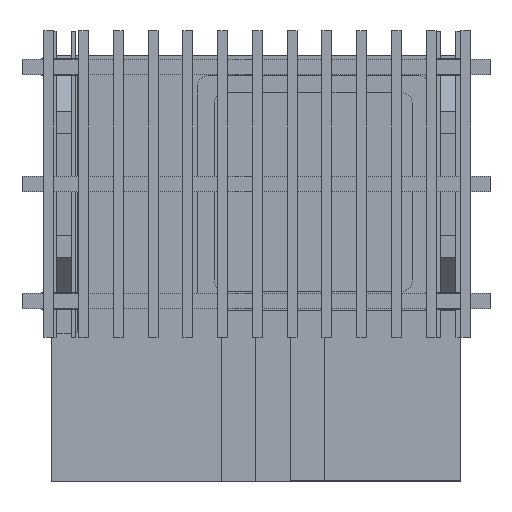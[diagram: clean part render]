
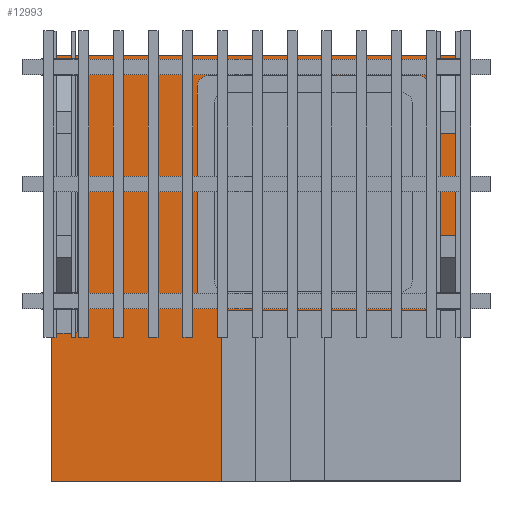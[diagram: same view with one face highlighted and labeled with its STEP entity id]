
A CAD part, top view. The second image highlights one B-rep face of the part: STEP entity #12993.
In plain terms, the highlighted planar face has unit normal (0, 0, 1).
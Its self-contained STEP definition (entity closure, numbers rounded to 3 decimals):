
#1906=FACE_OUTER_BOUND('',#2776,.T.);
#2776=EDGE_LOOP('',(#11310,#11311,#11312,#11313));
#3955=LINE('',#32326,#5114);
#3959=LINE('',#32334,#5118);
#3962=LINE('',#32340,#5121);
#3965=LINE('',#32345,#5124);
#5114=VECTOR('',#16957,0.394);
#5118=VECTOR('',#16963,0.394);
#5121=VECTOR('',#16968,0.394);
#5124=VECTOR('',#16973,0.394);
#6223=VERTEX_POINT('',#32324);
#6224=VERTEX_POINT('',#32325);
#6227=VERTEX_POINT('',#32333);
#6229=VERTEX_POINT('',#32339);
#7944=EDGE_CURVE('',#6223,#6224,#3955,.T.);
#7948=EDGE_CURVE('',#6224,#6227,#3959,.T.);
#7951=EDGE_CURVE('',#6229,#6227,#3962,.T.);
#7954=EDGE_CURVE('',#6229,#6223,#3965,.T.);
#11310=ORIENTED_EDGE('',*,*,#7954,.T.);
#11311=ORIENTED_EDGE('',*,*,#7944,.T.);
#11312=ORIENTED_EDGE('',*,*,#7948,.T.);
#11313=ORIENTED_EDGE('',*,*,#7951,.F.);
#12337=PLANE('',#14088);
#12993=ADVANCED_FACE('',(#1906),#12337,.T.);
#14088=AXIS2_PLACEMENT_3D('',#32347,#16975,#16976);
#16957=DIRECTION('',(0.,-1.,0.));
#16963=DIRECTION('',(1.,0.,0.));
#16968=DIRECTION('',(0.,-1.,0.));
#16973=DIRECTION('',(-1.,0.,0.));
#16975=DIRECTION('center_axis',(0.,0.,1.));
#16976=DIRECTION('ref_axis',(1.,0.,0.));
#32324=CARTESIAN_POINT('',(0.,150.,0.));
#32325=CARTESIAN_POINT('',(0.,0.,0.));
#32326=CARTESIAN_POINT('',(0.,150.,0.));
#32333=CARTESIAN_POINT('',(144.,0.,0.));
#32334=CARTESIAN_POINT('',(0.,0.,0.));
#32339=CARTESIAN_POINT('',(144.,150.,0.));
#32340=CARTESIAN_POINT('',(144.,60.,0.));
#32345=CARTESIAN_POINT('',(144.,150.,0.));
#32347=CARTESIAN_POINT('Origin',(72.,75.,0.));
